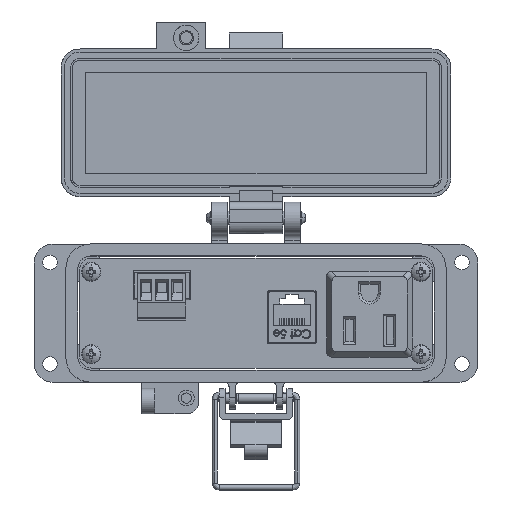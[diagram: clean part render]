
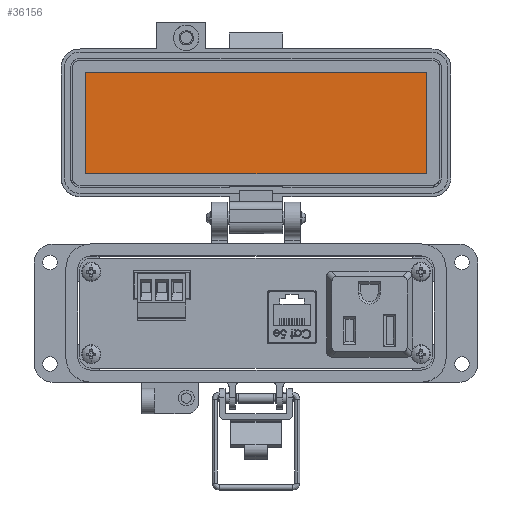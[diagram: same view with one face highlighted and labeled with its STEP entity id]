
A CAD part, top view. The second image highlights one B-rep face of the part: STEP entity #36156.
In plain terms, the highlighted planar face has unit normal (0, 0, 1).
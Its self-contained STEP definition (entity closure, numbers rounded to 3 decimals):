
#751 = VERTEX_POINT ( 'NONE', #57465 ) ;
#7185 = DIRECTION ( 'NONE',  ( -1., 0., 0. ) ) ;
#11066 = PLANE ( 'NONE',  #80550 ) ;
#13396 = LINE ( 'NONE', #67902, #46444 ) ;
#16023 = LINE ( 'NONE', #43071, #49023 ) ;
#20383 = ORIENTED_EDGE ( 'NONE', *, *, #70076, .F. ) ;
#24580 = DIRECTION ( 'NONE',  ( 0., 0., 1. ) ) ;
#24684 = VERTEX_POINT ( 'NONE', #78243 ) ;
#27760 = DIRECTION ( 'NONE',  ( 0., -1., 0. ) ) ;
#27833 = ORIENTED_EDGE ( 'NONE', *, *, #57832, .F. ) ;
#30636 = VECTOR ( 'NONE', #7185, 1000. ) ;
#36156 = ADVANCED_FACE ( 'NONE', ( #64867 ), #11066, .T. ) ;
#38460 = EDGE_LOOP ( 'NONE', ( #27833, #66779, #70750, #20383 ) ) ;
#40806 = CARTESIAN_POINT ( 'NONE',  ( 53.75, 67.154, -25.55 ) ) ;
#43071 = CARTESIAN_POINT ( 'NONE',  ( -53.75, 67.154, -25.55 ) ) ;
#46444 = VECTOR ( 'NONE', #74573, 1000. ) ;
#46522 = VERTEX_POINT ( 'NONE', #76961 ) ;
#49023 = VECTOR ( 'NONE', #49710, 1000. ) ;
#49710 = DIRECTION ( 'NONE',  ( 0., 1., 0. ) ) ;
#53302 = CARTESIAN_POINT ( 'NONE',  ( 42., 51.154, -25.55 ) ) ;
#57465 = CARTESIAN_POINT ( 'NONE',  ( -53.75, 83.154, -25.55 ) ) ;
#57832 = EDGE_CURVE ( 'NONE', #751, #24684, #13396, .T. ) ;
#59492 = CARTESIAN_POINT ( 'NONE',  ( 53.75, 51.154, -25.55 ) ) ;
#64178 = CARTESIAN_POINT ( 'NONE',  ( -8.5, 67.154, -25.55 ) ) ;
#64443 = VERTEX_POINT ( 'NONE', #59492 ) ;
#64867 = FACE_OUTER_BOUND ( 'NONE', #38460, .T. ) ;
#65780 = LINE ( 'NONE', #53302, #30636 ) ;
#66779 = ORIENTED_EDGE ( 'NONE', *, *, #76259, .F. ) ;
#67317 = VECTOR ( 'NONE', #27760, 1000. ) ;
#67902 = CARTESIAN_POINT ( 'NONE',  ( -8.5, 83.154, -25.55 ) ) ;
#69314 = EDGE_CURVE ( 'NONE', #64443, #46522, #65780, .T. ) ;
#70076 = EDGE_CURVE ( 'NONE', #24684, #64443, #84867, .T. ) ;
#70750 = ORIENTED_EDGE ( 'NONE', *, *, #69314, .F. ) ;
#70793 = DIRECTION ( 'NONE',  ( 0., -1., 0. ) ) ;
#74573 = DIRECTION ( 'NONE',  ( 1., 0., 0. ) ) ;
#76259 = EDGE_CURVE ( 'NONE', #46522, #751, #16023, .T. ) ;
#76961 = CARTESIAN_POINT ( 'NONE',  ( -53.75, 51.154, -25.55 ) ) ;
#78243 = CARTESIAN_POINT ( 'NONE',  ( 53.75, 83.154, -25.55 ) ) ;
#80550 = AXIS2_PLACEMENT_3D ( 'NONE', #64178, #24580, #70793 ) ;
#84867 = LINE ( 'NONE', #40806, #67317 ) ;
